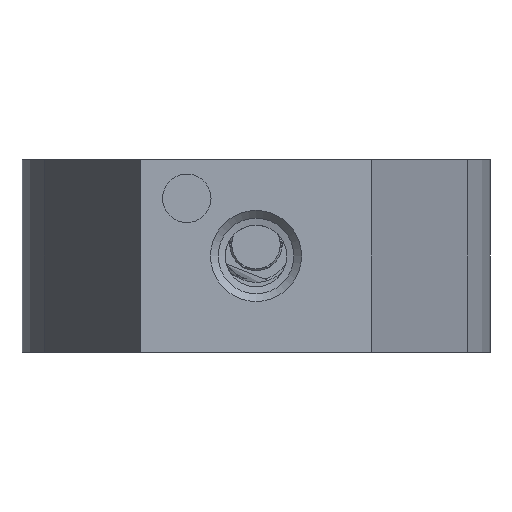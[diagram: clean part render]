
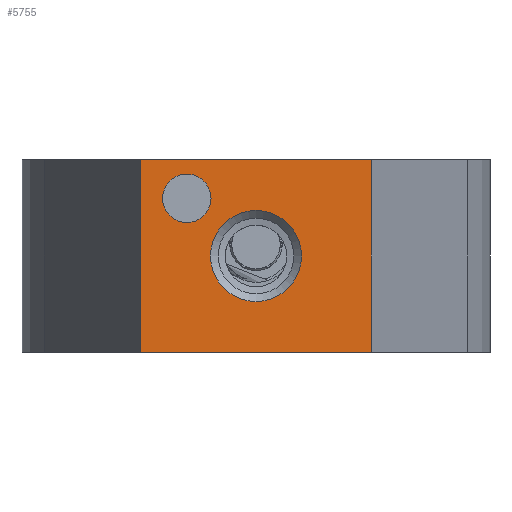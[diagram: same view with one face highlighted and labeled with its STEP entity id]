
A CAD part, front view. The second image highlights one B-rep face of the part: STEP entity #5755.
In plain terms, the highlighted planar face has unit normal (0, -1, 0).
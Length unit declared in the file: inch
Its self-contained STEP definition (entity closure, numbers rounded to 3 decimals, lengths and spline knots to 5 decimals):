
#126=PLANE('',#6097);
#325=FACE_BOUND('',#879,.T.);
#326=FACE_BOUND('',#880,.T.);
#554=FACE_OUTER_BOUND('',#878,.T.);
#878=EDGE_LOOP('',(#4015,#4016,#4017,#4018));
#879=EDGE_LOOP('',(#4019));
#880=EDGE_LOOP('',(#4020));
#1203=LINE('',#7576,#1783);
#1343=LINE('',#8385,#1923);
#1346=LINE('',#8390,#1926);
#1347=LINE('',#8392,#1927);
#1783=VECTOR('',#6397,39.37008);
#1923=VECTOR('',#6547,39.37008);
#1926=VECTOR('',#6554,39.37008);
#1927=VECTOR('',#6557,39.37008);
#2350=CIRCLE('',#6067,0.0315);
#2355=CIRCLE('',#6075,0.05921);
#2390=VERTEX_POINT('',#7449);
#2396=VERTEX_POINT('',#7500);
#2410=VERTEX_POINT('',#7573);
#2411=VERTEX_POINT('',#7575);
#2609=VERTEX_POINT('',#8382);
#2610=VERTEX_POINT('',#8384);
#2934=EDGE_CURVE('',#2390,#2390,#2350,.T.);
#2943=EDGE_CURVE('',#2396,#2396,#2355,.T.);
#2962=EDGE_CURVE('',#2410,#2411,#1203,.T.);
#3163=EDGE_CURVE('',#2610,#2609,#1343,.T.);
#3166=EDGE_CURVE('',#2410,#2610,#1346,.T.);
#3167=EDGE_CURVE('',#2411,#2609,#1347,.T.);
#4015=ORIENTED_EDGE('',*,*,#3163,.T.);
#4016=ORIENTED_EDGE('',*,*,#3167,.F.);
#4017=ORIENTED_EDGE('',*,*,#2962,.F.);
#4018=ORIENTED_EDGE('',*,*,#3166,.T.);
#4019=ORIENTED_EDGE('',*,*,#2934,.F.);
#4020=ORIENTED_EDGE('',*,*,#2943,.T.);
#5755=ADVANCED_FACE('',(#554,#325,#326),#126,.F.);
#6067=AXIS2_PLACEMENT_3D('',#7451,#6338,#6339);
#6075=AXIS2_PLACEMENT_3D('',#7502,#6357,#6358);
#6097=AXIS2_PLACEMENT_3D('',#8391,#6555,#6556);
#6338=DIRECTION('center_axis',(0.,-1.,0.));
#6339=DIRECTION('ref_axis',(0.,0.,-1.));
#6357=DIRECTION('center_axis',(0.,1.,0.));
#6358=DIRECTION('ref_axis',(0.,0.,1.));
#6397=DIRECTION('',(1.,0.,0.));
#6547=DIRECTION('',(1.,0.,0.));
#6554=DIRECTION('',(0.,0.,-1.));
#6555=DIRECTION('center_axis',(0.,1.,0.));
#6556=DIRECTION('ref_axis',(0.,0.,1.));
#6557=DIRECTION('',(0.,0.,-1.));
#7449=CARTESIAN_POINT('',(0.97731,-1.21162,0.09174));
#7451=CARTESIAN_POINT('Origin',(0.97731,-1.21162,0.06024));
#7500=CARTESIAN_POINT('',(1.06731,-1.21162,0.04445));
#7502=CARTESIAN_POINT('Origin',(1.06731,-1.21162,-0.01476));
#7573=CARTESIAN_POINT('',(0.91731,-1.21162,0.11024));
#7575=CARTESIAN_POINT('',(1.21731,-1.21162,0.11024));
#7576=CARTESIAN_POINT('',(1.21731,-1.21162,0.11024));
#8382=CARTESIAN_POINT('',(1.21731,-1.21162,-0.13976));
#8384=CARTESIAN_POINT('',(0.91731,-1.21162,-0.13976));
#8385=CARTESIAN_POINT('',(1.21731,-1.21162,-0.13976));
#8390=CARTESIAN_POINT('',(0.91731,-1.21162,0.11024));
#8391=CARTESIAN_POINT('Origin',(1.21731,-1.21162,0.11024));
#8392=CARTESIAN_POINT('',(1.21731,-1.21162,0.11024));
